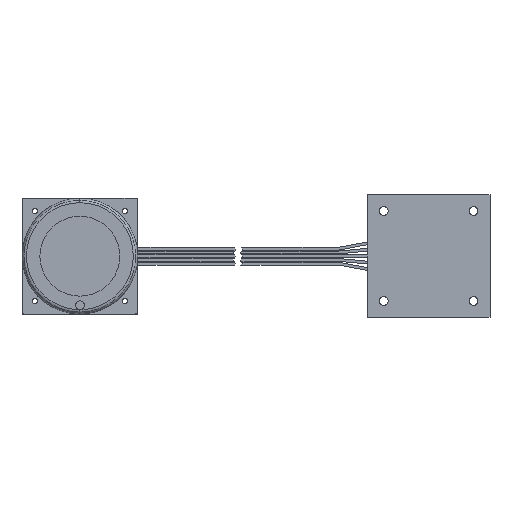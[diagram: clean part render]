
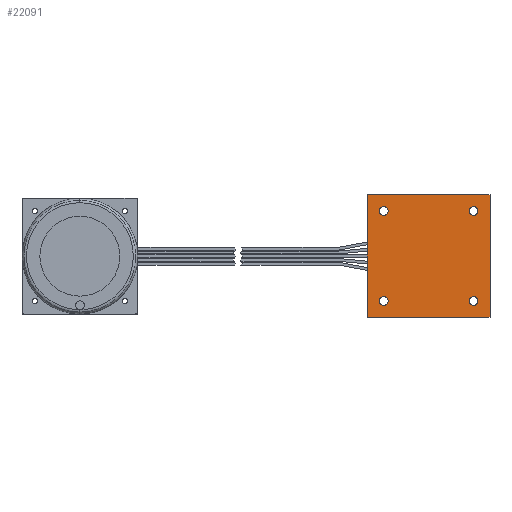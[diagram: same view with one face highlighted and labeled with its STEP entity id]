
A CAD part, front view. The second image highlights one B-rep face of the part: STEP entity #22091.
In plain terms, the highlighted planar face has unit normal (0, -1, 0).
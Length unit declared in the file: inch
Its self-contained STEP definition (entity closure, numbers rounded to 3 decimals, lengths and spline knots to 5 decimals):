
#225 = DIRECTION ( 'NONE',  ( 0., 0., 1. ) ) ;
#546 = VECTOR ( 'NONE', #7143, 39.37008 ) ;
#565 = CARTESIAN_POINT ( 'NONE',  ( 0.875, 0., 0.875 ) ) ;
#682 = CARTESIAN_POINT ( 'NONE',  ( 0.64, 0., -0.7025 ) ) ;
#1460 = AXIS2_PLACEMENT_3D ( 'NONE', #23842, #7127, #26613 ) ;
#1655 = ORIENTED_EDGE ( 'NONE', *, *, #8936, .T. ) ;
#1979 = AXIS2_PLACEMENT_3D ( 'NONE', #11091, #30492, #13946 ) ;
#2094 = DIRECTION ( 'NONE',  ( 0., 0., -1. ) ) ;
#2619 = CARTESIAN_POINT ( 'NONE',  ( -0.64, 0., -0.64 ) ) ;
#3115 = CARTESIAN_POINT ( 'NONE',  ( -0.64, 0., 0.7025 ) ) ;
#3869 = EDGE_CURVE ( 'NONE', #7726, #6865, #12554, .T. ) ;
#3897 = ORIENTED_EDGE ( 'NONE', *, *, #23688, .F. ) ;
#4517 = CARTESIAN_POINT ( 'NONE',  ( 0.875, 0., 0.875 ) ) ;
#4818 = DIRECTION ( 'NONE',  ( 0., 0., 1. ) ) ;
#4895 = DIRECTION ( 'NONE',  ( 0., 1., 0. ) ) ;
#4936 = CARTESIAN_POINT ( 'NONE',  ( -0.64, 0., 0.64 ) ) ;
#5440 = FACE_OUTER_BOUND ( 'NONE', #13756, .T. ) ;
#5441 = DIRECTION ( 'NONE',  ( 0., 0., 1. ) ) ;
#5717 = EDGE_CURVE ( 'NONE', #29769, #7726, #33656, .T. ) ;
#6199 = AXIS2_PLACEMENT_3D ( 'NONE', #6756, #26254, #9575 ) ;
#6235 = EDGE_CURVE ( 'NONE', #23839, #28391, #18109, .T. ) ;
#6326 = FACE_BOUND ( 'NONE', #14329, .T. ) ;
#6748 = DIRECTION ( 'NONE',  ( 0., 1., 0. ) ) ;
#6756 = CARTESIAN_POINT ( 'NONE',  ( 0.64, 0., -0.64 ) ) ;
#6865 = VERTEX_POINT ( 'NONE', #25081 ) ;
#6895 = CARTESIAN_POINT ( 'NONE',  ( 0.64, 0., -0.5775 ) ) ;
#7127 = DIRECTION ( 'NONE',  ( 0., 1., 0. ) ) ;
#7143 = DIRECTION ( 'NONE',  ( 1., 0., 0. ) ) ;
#7209 = FACE_BOUND ( 'NONE', #9157, .T. ) ;
#7454 = CARTESIAN_POINT ( 'NONE',  ( -0.875, 0., -0.875 ) ) ;
#7565 = DIRECTION ( 'NONE',  ( -1., 0., 0. ) ) ;
#7598 = CIRCLE ( 'NONE', #28506, 0.0625 ) ;
#7726 = VERTEX_POINT ( 'NONE', #35503 ) ;
#8433 = ORIENTED_EDGE ( 'NONE', *, *, #3869, .F. ) ;
#8517 = CIRCLE ( 'NONE', #28142, 0.0625 ) ;
#8760 = VECTOR ( 'NONE', #24052, 39.37008 ) ;
#8936 = EDGE_CURVE ( 'NONE', #28391, #23839, #12433, .T. ) ;
#9157 = EDGE_LOOP ( 'NONE', ( #10755, #17203 ) ) ;
#9315 = VERTEX_POINT ( 'NONE', #34593 ) ;
#9575 = DIRECTION ( 'NONE',  ( 0., 0., 1. ) ) ;
#9882 = EDGE_CURVE ( 'NONE', #6865, #30640, #14546, .T. ) ;
#10755 = ORIENTED_EDGE ( 'NONE', *, *, #14447, .T. ) ;
#11091 = CARTESIAN_POINT ( 'NONE',  ( -0.64, 0., -0.64 ) ) ;
#11238 = VERTEX_POINT ( 'NONE', #21722 ) ;
#12248 = ORIENTED_EDGE ( 'NONE', *, *, #33360, .T. ) ;
#12433 = CIRCLE ( 'NONE', #18670, 0.0625 ) ;
#12554 = LINE ( 'NONE', #26742, #20011 ) ;
#12784 = EDGE_LOOP ( 'NONE', ( #34784, #33076 ) ) ;
#12874 = FACE_BOUND ( 'NONE', #12784, .T. ) ;
#13144 = AXIS2_PLACEMENT_3D ( 'NONE', #35328, #18855, #2094 ) ;
#13302 = CARTESIAN_POINT ( 'NONE',  ( -0.64, 0., -0.5775 ) ) ;
#13525 = AXIS2_PLACEMENT_3D ( 'NONE', #35700, #35669, #35664 ) ;
#13756 = EDGE_LOOP ( 'NONE', ( #3897, #15668, #8433, #18110 ) ) ;
#13946 = DIRECTION ( 'NONE',  ( 0., 0., 1. ) ) ;
#14016 = EDGE_LOOP ( 'NONE', ( #1655, #32594 ) ) ;
#14267 = CIRCLE ( 'NONE', #1460, 0.0625 ) ;
#14329 = EDGE_LOOP ( 'NONE', ( #12248, #24917 ) ) ;
#14447 = EDGE_CURVE ( 'NONE', #9315, #24207, #14267, .T. ) ;
#14546 = LINE ( 'NONE', #31892, #546 ) ;
#15668 = ORIENTED_EDGE ( 'NONE', *, *, #9882, .F. ) ;
#16020 = CIRCLE ( 'NONE', #6199, 0.0625 ) ;
#16181 = LINE ( 'NONE', #4517, #8760 ) ;
#16924 = EDGE_CURVE ( 'NONE', #11238, #22966, #23602, .T. ) ;
#16976 = DIRECTION ( 'NONE',  ( 0., 1., 0. ) ) ;
#17203 = ORIENTED_EDGE ( 'NONE', *, *, #31278, .T. ) ;
#17459 = EDGE_CURVE ( 'NONE', #22966, #11238, #22674, .T. ) ;
#17610 = CARTESIAN_POINT ( 'NONE',  ( -0.64, 0., 0.5775 ) ) ;
#18109 = CIRCLE ( 'NONE', #13525, 0.0625 ) ;
#18110 = ORIENTED_EDGE ( 'NONE', *, *, #5717, .F. ) ;
#18670 = AXIS2_PLACEMENT_3D ( 'NONE', #4936, #4895, #4818 ) ;
#18746 = PLANE ( 'NONE',  #13144 ) ;
#18855 = DIRECTION ( 'NONE',  ( 0., -1., 0. ) ) ;
#19019 = VECTOR ( 'NONE', #7565, 39.37008 ) ;
#20011 = VECTOR ( 'NONE', #26775, 39.37008 ) ;
#21722 = CARTESIAN_POINT ( 'NONE',  ( -0.64, 0., -0.7025 ) ) ;
#22091 = ADVANCED_FACE ( 'NONE', ( #34944, #7209, #6326, #12874, #5440 ), #18746, .T. ) ;
#22204 = DIRECTION ( 'NONE',  ( 0., 1., 0. ) ) ;
#22674 = CIRCLE ( 'NONE', #32252, 0.0625 ) ;
#22966 = VERTEX_POINT ( 'NONE', #13302 ) ;
#22991 = CARTESIAN_POINT ( 'NONE',  ( 0.875, 0., -0.875 ) ) ;
#23482 = CARTESIAN_POINT ( 'NONE',  ( 0.64, 0., 0.64 ) ) ;
#23600 = VERTEX_POINT ( 'NONE', #6895 ) ;
#23602 = CIRCLE ( 'NONE', #1979, 0.0625 ) ;
#23688 = EDGE_CURVE ( 'NONE', #30640, #29769, #16181, .T. ) ;
#23839 = VERTEX_POINT ( 'NONE', #17610 ) ;
#23842 = CARTESIAN_POINT ( 'NONE',  ( 0.64, 0., 0.64 ) ) ;
#24052 = DIRECTION ( 'NONE',  ( 0., 0., -1. ) ) ;
#24207 = VERTEX_POINT ( 'NONE', #36002 ) ;
#24917 = ORIENTED_EDGE ( 'NONE', *, *, #25983, .T. ) ;
#25013 = VERTEX_POINT ( 'NONE', #682 ) ;
#25081 = CARTESIAN_POINT ( 'NONE',  ( -0.875, 0., 0.875 ) ) ;
#25983 = EDGE_CURVE ( 'NONE', #25013, #23600, #8517, .T. ) ;
#26243 = DIRECTION ( 'NONE',  ( 0., 0., 1. ) ) ;
#26254 = DIRECTION ( 'NONE',  ( 0., 1., 0. ) ) ;
#26613 = DIRECTION ( 'NONE',  ( 0., 0., 1. ) ) ;
#26742 = CARTESIAN_POINT ( 'NONE',  ( -0.875, 0., 0.875 ) ) ;
#26775 = DIRECTION ( 'NONE',  ( 0., 0., 1. ) ) ;
#28142 = AXIS2_PLACEMENT_3D ( 'NONE', #33491, #16976, #225 ) ;
#28391 = VERTEX_POINT ( 'NONE', #3115 ) ;
#28506 = AXIS2_PLACEMENT_3D ( 'NONE', #23482, #6748, #26243 ) ;
#29769 = VERTEX_POINT ( 'NONE', #22991 ) ;
#30492 = DIRECTION ( 'NONE',  ( 0., 1., 0. ) ) ;
#30640 = VERTEX_POINT ( 'NONE', #565 ) ;
#31278 = EDGE_CURVE ( 'NONE', #24207, #9315, #7598, .T. ) ;
#31892 = CARTESIAN_POINT ( 'NONE',  ( -0.875, 0., 0.875 ) ) ;
#32252 = AXIS2_PLACEMENT_3D ( 'NONE', #2619, #22204, #5441 ) ;
#32594 = ORIENTED_EDGE ( 'NONE', *, *, #6235, .T. ) ;
#33076 = ORIENTED_EDGE ( 'NONE', *, *, #16924, .T. ) ;
#33360 = EDGE_CURVE ( 'NONE', #23600, #25013, #16020, .T. ) ;
#33491 = CARTESIAN_POINT ( 'NONE',  ( 0.64, 0., -0.64 ) ) ;
#33656 = LINE ( 'NONE', #7454, #19019 ) ;
#34593 = CARTESIAN_POINT ( 'NONE',  ( 0.64, 0., 0.7025 ) ) ;
#34784 = ORIENTED_EDGE ( 'NONE', *, *, #17459, .T. ) ;
#34944 = FACE_BOUND ( 'NONE', #14016, .T. ) ;
#35328 = CARTESIAN_POINT ( 'NONE',  ( 0., 0., 0. ) ) ;
#35503 = CARTESIAN_POINT ( 'NONE',  ( -0.875, 0., -0.875 ) ) ;
#35664 = DIRECTION ( 'NONE',  ( 0., 0., 1. ) ) ;
#35669 = DIRECTION ( 'NONE',  ( 0., 1., 0. ) ) ;
#35700 = CARTESIAN_POINT ( 'NONE',  ( -0.64, 0., 0.64 ) ) ;
#36002 = CARTESIAN_POINT ( 'NONE',  ( 0.64, 0., 0.5775 ) ) ;
